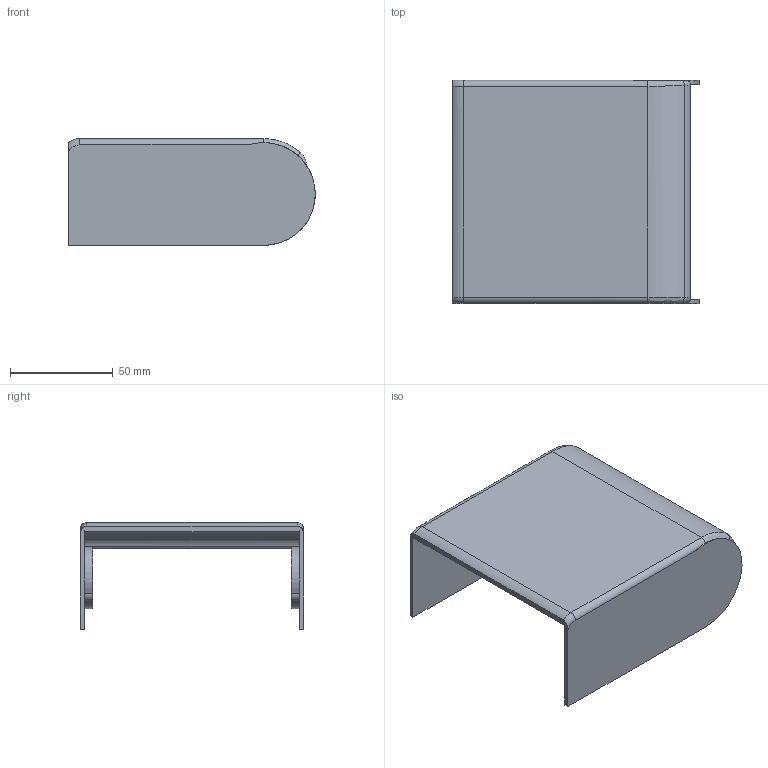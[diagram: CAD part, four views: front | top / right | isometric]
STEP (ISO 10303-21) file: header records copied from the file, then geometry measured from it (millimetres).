
FILE_DESCRIPTION(('CATIA V5 STEP Exchange','CAx-IF Rec.Pracs.--- Model Styling and Organization---1.4--- 2014-01-23'),'2;1');
FILE_NAME('638032_D000024_A-MOD-7.stp','2020-01-03T09:58:35+00:00',('none'),('none'),'CATIA Version 5-6 Release 2017 SP3','CATIA V5 STEP AP214','none');
FILE_SCHEMA(('AUTOMOTIVE_DESIGN { 1 0 10303 214 1 1 1 1 }'));
Length unit declared in the file: millimetre
Products named in the file (1): D000024_A-MOD-7
Bounding box: 119.99 x 108.6 x 51.9 mm (x, y, z)
Volume: 49271.8 mm3; surface area: 51220.1 mm2
Topology: 1 solids, 1 shells, 42 faces, 100 edges, 64 vertices
Faces by surface type: cylinder 20, plane 15, bspline 5, torus 2
Entity records: 2097 total; most frequent: CARTESIAN_POINT 1225, ORIENTED_EDGE 200, DIRECTION 117, EDGE_CURVE 100, VERTEX_POINT 64, AXIS2_PLACEMENT_3D 49, EDGE_LOOP 46, ADVANCED_FACE 42
